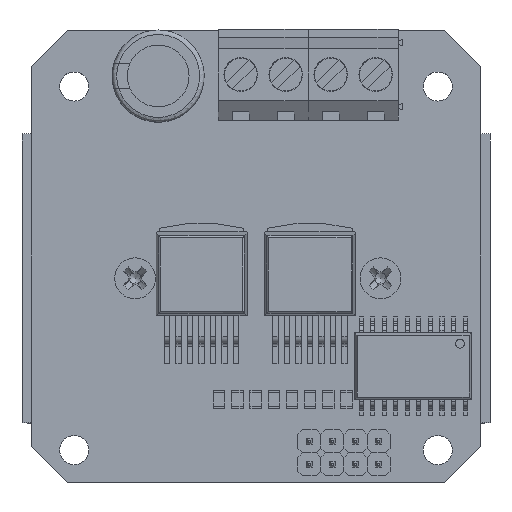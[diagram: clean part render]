
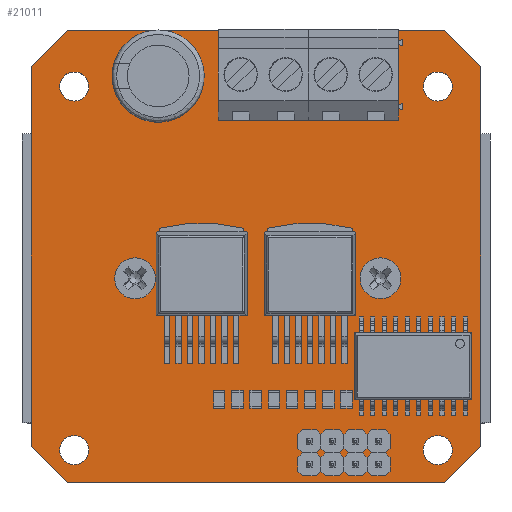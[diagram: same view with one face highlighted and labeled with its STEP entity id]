
A CAD part, top view. The second image highlights one B-rep face of the part: STEP entity #21011.
In plain terms, the highlighted planar face has unit normal (0, 0, 1).
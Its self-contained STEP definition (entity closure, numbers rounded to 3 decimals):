
#770=PLANE('',#22574);
#1684=FACE_BOUND('',#7927,.T.);
#1685=FACE_BOUND('',#7928,.T.);
#1686=FACE_BOUND('',#7929,.T.);
#1687=FACE_BOUND('',#7930,.T.);
#1688=FACE_BOUND('',#7931,.T.);
#1689=FACE_BOUND('',#7932,.T.);
#1912=LINE('',#30845,#4359);
#1922=LINE('',#30876,#4369);
#1923=LINE('',#30879,#4370);
#1925=LINE('',#30883,#4372);
#1926=LINE('',#30885,#4373);
#1927=LINE('',#30887,#4374);
#1928=LINE('',#30889,#4375);
#1929=LINE('',#30890,#4376);
#4359=VECTOR('',#24718,1.);
#4369=VECTOR('',#24744,1.);
#4370=VECTOR('',#24747,1.);
#4372=VECTOR('',#24751,1.);
#4373=VECTOR('',#24752,1.);
#4374=VECTOR('',#24753,1.);
#4375=VECTOR('',#24754,1.);
#4376=VECTOR('',#24755,1.);
#6688=FACE_OUTER_BOUND('',#7926,.T.);
#7926=EDGE_LOOP('',(#15116,#15117,#15118,#15119,#15120,#15121,#15122,#15123));
#7927=EDGE_LOOP('',(#15124));
#7928=EDGE_LOOP('',(#15125));
#7929=EDGE_LOOP('',(#15126));
#7930=EDGE_LOOP('',(#15127));
#7931=EDGE_LOOP('',(#15128));
#7932=EDGE_LOOP('',(#15129));
#9117=CIRCLE('',#22575,1.6);
#9118=CIRCLE('',#22576,1.6);
#9119=CIRCLE('',#22577,1.6);
#9120=CIRCLE('',#22578,1.6);
#9121=CIRCLE('',#22579,1.6);
#9122=CIRCLE('',#22580,1.6);
#9724=VERTEX_POINT('',#30842);
#9725=VERTEX_POINT('',#30844);
#9738=VERTEX_POINT('',#30874);
#9739=VERTEX_POINT('',#30878);
#9740=VERTEX_POINT('',#30882);
#9741=VERTEX_POINT('',#30884);
#9742=VERTEX_POINT('',#30886);
#9743=VERTEX_POINT('',#30888);
#9744=VERTEX_POINT('',#30891);
#9745=VERTEX_POINT('',#30893);
#9746=VERTEX_POINT('',#30895);
#9747=VERTEX_POINT('',#30897);
#9748=VERTEX_POINT('',#30899);
#9749=VERTEX_POINT('',#30901);
#11806=EDGE_CURVE('',#9724,#9725,#1912,.T.);
#11822=EDGE_CURVE('',#9724,#9738,#1922,.T.);
#11823=EDGE_CURVE('',#9725,#9739,#1923,.T.);
#11825=EDGE_CURVE('',#9740,#9738,#1925,.T.);
#11826=EDGE_CURVE('',#9741,#9740,#1926,.T.);
#11827=EDGE_CURVE('',#9742,#9741,#1927,.T.);
#11828=EDGE_CURVE('',#9743,#9742,#1928,.T.);
#11829=EDGE_CURVE('',#9739,#9743,#1929,.T.);
#11830=EDGE_CURVE('',#9744,#9744,#9117,.T.);
#11831=EDGE_CURVE('',#9745,#9745,#9118,.T.);
#11832=EDGE_CURVE('',#9746,#9746,#9119,.T.);
#11833=EDGE_CURVE('',#9747,#9747,#9120,.T.);
#11834=EDGE_CURVE('',#9748,#9748,#9121,.T.);
#11835=EDGE_CURVE('',#9749,#9749,#9122,.T.);
#15116=ORIENTED_EDGE('',*,*,#11806,.F.);
#15117=ORIENTED_EDGE('',*,*,#11822,.T.);
#15118=ORIENTED_EDGE('',*,*,#11825,.F.);
#15119=ORIENTED_EDGE('',*,*,#11826,.F.);
#15120=ORIENTED_EDGE('',*,*,#11827,.F.);
#15121=ORIENTED_EDGE('',*,*,#11828,.F.);
#15122=ORIENTED_EDGE('',*,*,#11829,.F.);
#15123=ORIENTED_EDGE('',*,*,#11823,.F.);
#15124=ORIENTED_EDGE('',*,*,#11830,.F.);
#15125=ORIENTED_EDGE('',*,*,#11831,.F.);
#15126=ORIENTED_EDGE('',*,*,#11832,.F.);
#15127=ORIENTED_EDGE('',*,*,#11833,.F.);
#15128=ORIENTED_EDGE('',*,*,#11834,.F.);
#15129=ORIENTED_EDGE('',*,*,#11835,.F.);
#21011=ADVANCED_FACE('',(#6688,#1684,#1685,#1686,#1687,#1688,#1689),#770,
 .F.);
#22574=AXIS2_PLACEMENT_3D('',#30881,#24749,#24750);
#22575=AXIS2_PLACEMENT_3D('',#30892,#24756,#24757);
#22576=AXIS2_PLACEMENT_3D('',#30894,#24758,#24759);
#22577=AXIS2_PLACEMENT_3D('',#30896,#24760,#24761);
#22578=AXIS2_PLACEMENT_3D('',#30898,#24762,#24763);
#22579=AXIS2_PLACEMENT_3D('',#30900,#24764,#24765);
#22580=AXIS2_PLACEMENT_3D('',#30902,#24766,#24767);
#24718=DIRECTION('',(1.,0.,0.));
#24744=DIRECTION('',(-0.707,-0.707,0.));
#24747=DIRECTION('',(0.707,-0.707,0.));
#24749=DIRECTION('center_axis',(0.,0.,-1.));
#24750=DIRECTION('ref_axis',(-1.,0.,0.));
#24751=DIRECTION('',(0.,1.,0.));
#24752=DIRECTION('',(-0.707,0.707,0.));
#24753=DIRECTION('',(-1.,0.,0.));
#24754=DIRECTION('',(-0.707,-0.707,0.));
#24755=DIRECTION('',(0.,-1.,0.));
#24756=DIRECTION('center_axis',(0.,0.,1.));
#24757=DIRECTION('ref_axis',(1.,0.,0.));
#24758=DIRECTION('center_axis',(0.,0.,1.));
#24759=DIRECTION('ref_axis',(1.,0.,0.));
#24760=DIRECTION('center_axis',(0.,0.,1.));
#24761=DIRECTION('ref_axis',(1.,0.,0.));
#24762=DIRECTION('center_axis',(0.,0.,1.));
#24763=DIRECTION('ref_axis',(1.,0.,0.));
#24764=DIRECTION('center_axis',(0.,0.,1.));
#24765=DIRECTION('ref_axis',(1.,0.,0.));
#24766=DIRECTION('center_axis',(0.,0.,1.));
#24767=DIRECTION('ref_axis',(1.,0.,0.));
#30842=CARTESIAN_POINT('',(-20.75,24.9,1.6));
#30844=CARTESIAN_POINT('',(20.75,24.9,1.6));
#30845=CARTESIAN_POINT('',(-24.75,24.9,1.6));
#30874=CARTESIAN_POINT('',(-24.75,20.9,1.6));
#30876=CARTESIAN_POINT('',(-22.788,22.863,1.6));
#30878=CARTESIAN_POINT('',(24.75,20.9,1.6));
#30879=CARTESIAN_POINT('',(22.788,22.863,1.6));
#30881=CARTESIAN_POINT('Origin',(0.,0.,1.6));
#30882=CARTESIAN_POINT('',(-24.75,-20.9,1.6));
#30883=CARTESIAN_POINT('',(-24.75,-24.9,1.6));
#30884=CARTESIAN_POINT('',(-20.75,-24.9,1.6));
#30885=CARTESIAN_POINT('',(-22.788,-22.863,1.6));
#30886=CARTESIAN_POINT('',(20.75,-24.9,1.6));
#30887=CARTESIAN_POINT('',(24.75,-24.9,1.6));
#30888=CARTESIAN_POINT('',(24.75,-20.9,1.6));
#30889=CARTESIAN_POINT('',(22.788,-22.863,1.6));
#30890=CARTESIAN_POINT('',(24.75,24.9,1.6));
#30891=CARTESIAN_POINT('',(18.4,-21.3,1.6));
#30892=CARTESIAN_POINT('Origin',(20.,-21.3,1.6));
#30893=CARTESIAN_POINT('',(11.9,-2.4,1.6));
#30894=CARTESIAN_POINT('Origin',(13.5,-2.4,1.6));
#30895=CARTESIAN_POINT('',(-21.6,-21.3,1.6));
#30896=CARTESIAN_POINT('Origin',(-20.,-21.3,1.6));
#30897=CARTESIAN_POINT('',(-15.1,-2.4,1.6));
#30898=CARTESIAN_POINT('Origin',(-13.5,-2.4,1.6));
#30899=CARTESIAN_POINT('',(18.4,18.7,1.6));
#30900=CARTESIAN_POINT('Origin',(20.,18.7,1.6));
#30901=CARTESIAN_POINT('',(-21.6,18.7,1.6));
#30902=CARTESIAN_POINT('Origin',(-20.,18.7,1.6));
